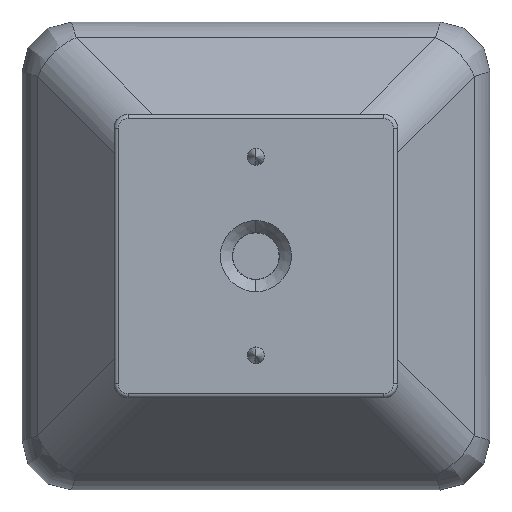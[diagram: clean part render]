
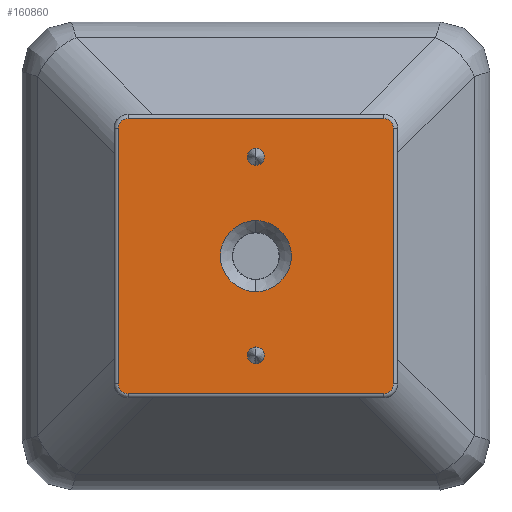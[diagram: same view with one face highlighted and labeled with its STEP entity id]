
A CAD part, front view. The second image highlights one B-rep face of the part: STEP entity #160860.
In plain terms, the highlighted planar face has unit normal (0, -1, 0).
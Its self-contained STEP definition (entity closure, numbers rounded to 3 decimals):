
#159620=CARTESIAN_POINT('',(16.5,-18.,-15.402));
#159630=DIRECTION('',(0.,-1.,0.));
#159640=DIRECTION('',(0.,0.,-1.));
#159650=AXIS2_PLACEMENT_3D('',#159620,#159630,#159640);
#159660=PLANE('',#159650);
#159670=CARTESIAN_POINT('',(16.5,-18.,-13.));
#159680=DIRECTION('',(0.,1.,0.));
#159690=DIRECTION('',(0.,0.,1.));
#159700=AXIS2_PLACEMENT_3D('',#159670,#159680,#159690);
#159710=CIRCLE('',#159700,0.6);
#159720=CARTESIAN_POINT('',(16.5,-18.,-12.4));
#159730=VERTEX_POINT('',#159720);
#159740=CARTESIAN_POINT('',(16.5,-18.,-13.6));
#159750=VERTEX_POINT('',#159740);
#159760=EDGE_CURVE('',#159730,#159750,#159710,.T.);
#159770=ORIENTED_EDGE('',*,*,#159760,.T.);
#159780=EDGE_CURVE('',#159750,#159730,#159710,.T.);
#159790=ORIENTED_EDGE('',*,*,#159780,.T.);
#159800=EDGE_LOOP('',(#159790,#159770));
#159810=FACE_BOUND('',#159800,.T.);
#159820=CARTESIAN_POINT('',(16.5,-18.,-20.));
#159830=DIRECTION('',(0.,-1.,0.));
#159840=DIRECTION('',(0.,0.,-1.));
#159850=AXIS2_PLACEMENT_3D('',#159820,#159830,#159840);
#159860=CIRCLE('',#159850,2.5);
#159870=CARTESIAN_POINT('',(19.,-18.,-20.));
#159880=VERTEX_POINT('',#159870);
#159890=CARTESIAN_POINT('',(16.5,-18.,-17.5));
#159900=VERTEX_POINT('',#159890);
#159910=EDGE_CURVE('',#159880,#159900,#159860,.T.);
#159920=ORIENTED_EDGE('',*,*,#159910,.F.);
#159930=CARTESIAN_POINT('',(16.5,-18.,-22.5));
#159940=VERTEX_POINT('',#159930);
#159950=EDGE_CURVE('',#159900,#159940,#159860,.T.);
#159960=ORIENTED_EDGE('',*,*,#159950,.F.);
#159970=EDGE_CURVE('',#159940,#159880,#159860,.T.);
#159980=ORIENTED_EDGE('',*,*,#159970,.F.);
#159990=EDGE_LOOP('',(#159980,#159960,#159920));
#160000=FACE_BOUND('',#159990,.T.);
#160010=CARTESIAN_POINT('',(16.5,-18.,-27.));
#160020=DIRECTION('',(0.,1.,0.));
#160030=DIRECTION('',(0.,0.,-1.));
#160040=AXIS2_PLACEMENT_3D('',#160010,#160020,#160030);
#160050=CIRCLE('',#160040,0.6);
#160060=CARTESIAN_POINT('',(16.5,-18.,-27.6));
#160070=VERTEX_POINT('',#160060);
#160080=CARTESIAN_POINT('',(16.5,-18.,-26.4));
#160090=VERTEX_POINT('',#160080);
#160100=EDGE_CURVE('',#160070,#160090,#160050,.T.);
#160110=ORIENTED_EDGE('',*,*,#160100,.T.);
#160120=EDGE_CURVE('',#160090,#160070,#160050,.T.);
#160130=ORIENTED_EDGE('',*,*,#160120,.T.);
#160140=EDGE_LOOP('',(#160130,#160110));
#160150=FACE_BOUND('',#160140,.T.);
#160160=CARTESIAN_POINT('',(25.5,-18.,-11.));
#160170=DIRECTION('',(0.,1.,0.));
#160180=DIRECTION('',(0.,0.,1.));
#160190=AXIS2_PLACEMENT_3D('',#160160,#160170,#160180);
#160200=CIRCLE('',#160190,0.7);
#160210=CARTESIAN_POINT('',(25.5,-18.,-10.3));
#160220=VERTEX_POINT('',#160210);
#160230=CARTESIAN_POINT('',(26.2,-18.,-11.));
#160240=VERTEX_POINT('',#160230);
#160250=EDGE_CURVE('',#160220,#160240,#160200,.T.);
#160260=ORIENTED_EDGE('',*,*,#160250,.F.);
#160270=CARTESIAN_POINT('',(26.2,-18.,-15.402));
#160280=DIRECTION('',(0.,0.,-1.));
#160290=VECTOR('',#160280,1.);
#160300=LINE('',#160270,#160290);
#160310=CARTESIAN_POINT('',(26.2,-18.,-29.));
#160320=VERTEX_POINT('',#160310);
#160330=EDGE_CURVE('',#160240,#160320,#160300,.T.);
#160340=ORIENTED_EDGE('',*,*,#160330,.F.);
#160350=CARTESIAN_POINT('',(25.5,-18.,-29.));
#160360=DIRECTION('',(0.,-1.,0.));
#160370=DIRECTION('',(0.,0.,-1.));
#160380=AXIS2_PLACEMENT_3D('',#160350,#160360,#160370);
#160390=CIRCLE('',#160380,0.7);
#160400=CARTESIAN_POINT('',(25.5,-18.,-29.7));
#160410=VERTEX_POINT('',#160400);
#160420=EDGE_CURVE('',#160410,#160320,#160390,.T.);
#160430=ORIENTED_EDGE('',*,*,#160420,.T.);
#160440=CARTESIAN_POINT('',(16.5,-18.,-29.7));
#160450=DIRECTION('',(1.,0.,0.));
#160460=VECTOR('',#160450,1.);
#160470=LINE('',#160440,#160460);
#160480=CARTESIAN_POINT('',(7.5,-18.,-29.7));
#160490=VERTEX_POINT('',#160480);
#160500=EDGE_CURVE('',#160490,#160410,#160470,.T.);
#160510=ORIENTED_EDGE('',*,*,#160500,.T.);
#160520=CARTESIAN_POINT('',(7.5,-18.,-29.));
#160530=DIRECTION('',(0.,1.,0.));
#160540=DIRECTION('',(0.,0.,1.));
#160550=AXIS2_PLACEMENT_3D('',#160520,#160530,#160540);
#160560=CIRCLE('',#160550,0.7);
#160570=CARTESIAN_POINT('',(6.8,-18.,-29.));
#160580=VERTEX_POINT('',#160570);
#160590=EDGE_CURVE('',#160490,#160580,#160560,.T.);
#160600=ORIENTED_EDGE('',*,*,#160590,.F.);
#160610=CARTESIAN_POINT('',(6.8,-18.,-15.402));
#160620=DIRECTION('',(0.,0.,-1.));
#160630=VECTOR('',#160620,1.);
#160640=LINE('',#160610,#160630);
#160650=CARTESIAN_POINT('',(6.8,-18.,-11.));
#160660=VERTEX_POINT('',#160650);
#160670=EDGE_CURVE('',#160660,#160580,#160640,.T.);
#160680=ORIENTED_EDGE('',*,*,#160670,.T.);
#160690=CARTESIAN_POINT('',(7.5,-18.,-11.));
#160700=DIRECTION('',(0.,-1.,0.));
#160710=DIRECTION('',(0.,0.,-1.));
#160720=AXIS2_PLACEMENT_3D('',#160690,#160700,#160710);
#160730=CIRCLE('',#160720,0.7);
#160740=CARTESIAN_POINT('',(7.5,-18.,-10.3));
#160750=VERTEX_POINT('',#160740);
#160760=EDGE_CURVE('',#160750,#160660,#160730,.T.);
#160770=ORIENTED_EDGE('',*,*,#160760,.T.);
#160780=CARTESIAN_POINT('',(16.5,-18.,-10.3));
#160790=DIRECTION('',(1.,0.,0.));
#160800=VECTOR('',#160790,1.);
#160810=LINE('',#160780,#160800);
#160820=EDGE_CURVE('',#160750,#160220,#160810,.T.);
#160830=ORIENTED_EDGE('',*,*,#160820,.F.);
#160840=EDGE_LOOP('',(#160830,#160770,#160680,#160600,#160510,#160430,
#160340,#160260));
#160850=FACE_OUTER_BOUND('',#160840,.T.);
#160860=ADVANCED_FACE('',(#159810,#160000,#160150,#160850),#159660,.T.);
